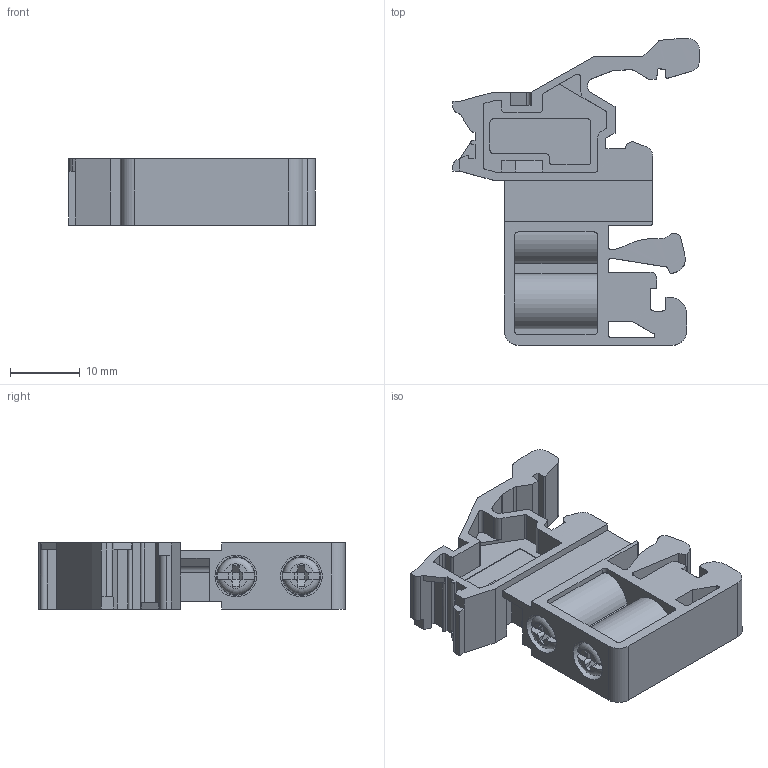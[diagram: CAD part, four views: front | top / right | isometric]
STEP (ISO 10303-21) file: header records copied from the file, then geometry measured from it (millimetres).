
FILE_DESCRIPTION(/* description */ (''),/* implementation_level */ '2;1');
FILE_NAME(/* name */ 'MTU-S1_stp.stp',/* time_stamp */ '2024-10-23T17:03:07+08:00',/* author */ (''),/* organization */ (''),/* preprocessor_version */ 'ST-DEVELOPER v16.7',/* originating_system */ 'SIEMENS PLM Software NX 12.0',/* authorisation */ '');
FILE_SCHEMA (('AP203_CONFIGURATION_CONTROLLED_3D_DESIGN_OF_MECHANICAL_PARTS_AND_ASSEMBLIES_MIM_LF { 1 0 10303 403 2 1 2}'));
Length unit declared in the file: millimetre
Products named in the file (1): MTU-S1_stp
Bounding box: 35.4 x 44 x 9.5 mm (x, y, z)
Volume: 5501 mm3; surface area: 5489.2 mm2
Topology: 1 solids, 1 shells, 347 faces, 972 edges, 639 vertices
Faces by surface type: plane 203, cylinder 114, torus 20, bspline 6, cone 4
Full cylindrical faces by diameter (mm): 6 x2
Entity records: 16023 total; most frequent: CARTESIAN_POINT 6902, ORIENTED_EDGE 1940, DIRECTION 1841, EDGE_CURVE 970, LINE 645, VECTOR 645, VERTEX_POINT 639, AXIS2_PLACEMENT_3D 598
